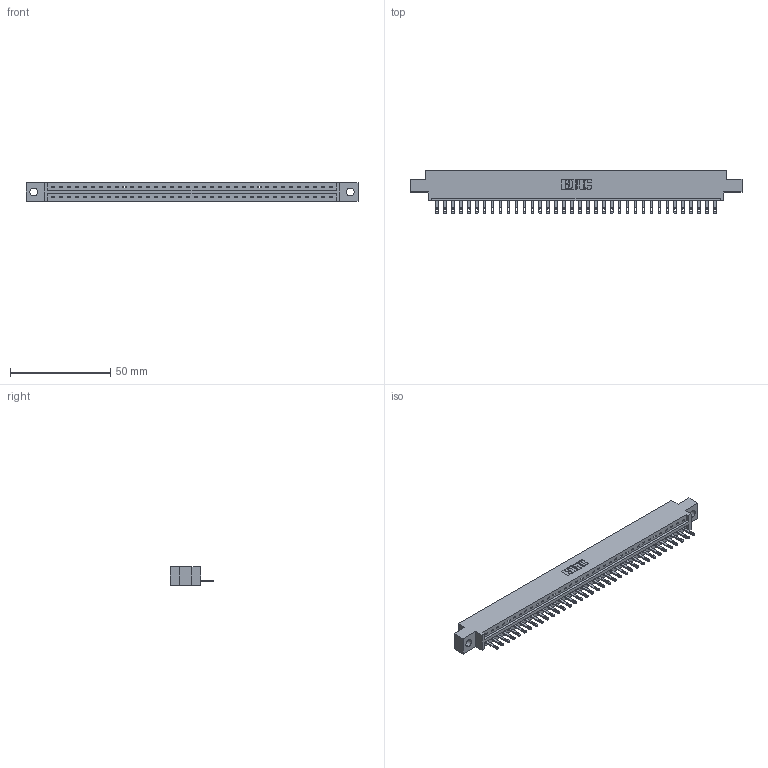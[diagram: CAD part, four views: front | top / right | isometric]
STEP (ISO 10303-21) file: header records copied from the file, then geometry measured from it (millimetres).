
FILE_DESCRIPTION (( 'STEP AP203' ), '1' );
FILE_NAME ('337-036-500-604.STEP', '2019-10-01T13:35:55', ( '' ), ( '' ), 'SwSTEP 2.0', 'SolidWorks 2016', '' );
FILE_SCHEMA (( 'CONFIG_CONTROL_DESIGN' ));
Length unit declared in the file: inch
Products named in the file (3): 345-292-001_345-293-100; 337 Part_0.170 Offset - 0.156 Dia-TH; 337-036-500-604
Assembly tree (37 placements, depth 2):
  337-036-500-604
    337 Part_0.170 Offset - 0.156 Dia-TH
    345-292-001_345-293-100  x36
Bounding box: 165.66 x 21.85 x 9.4 mm (x, y, z)
Volume: 16959.3 mm3; surface area: 17467.4 mm2
Topology: 37 solids, 37 shells, 2206 faces, 6803 edges, 4534 vertices
Faces by surface type: plane 1514, cylinder 692
Entity records: 27601 total; most frequent: CARTESIAN_POINT 4814, ORIENTED_EDGE 4786, DIRECTION 4065, EDGE_CURVE 2393, LINE 2261, VECTOR 2261, VERTEX_POINT 1594, AXIS2_PLACEMENT_3D 902
